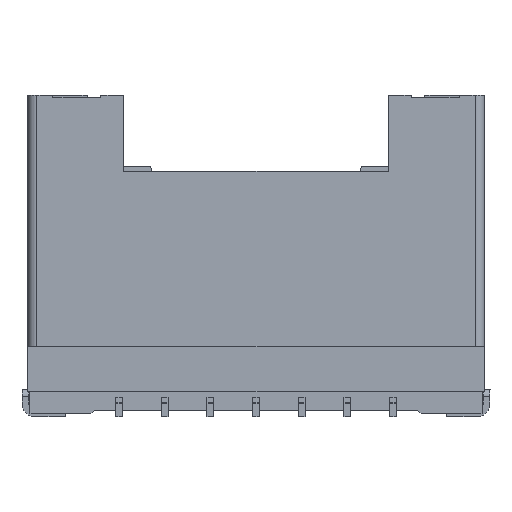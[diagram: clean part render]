
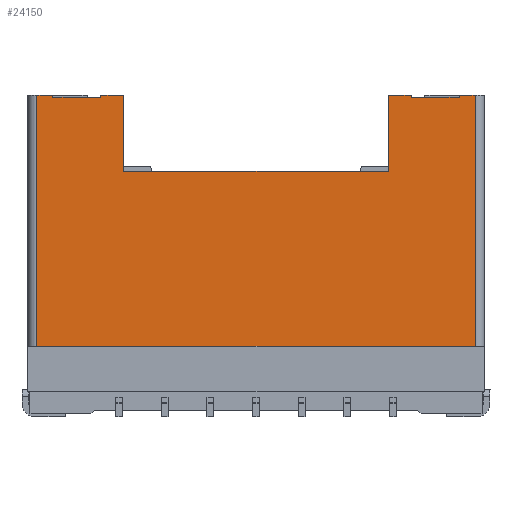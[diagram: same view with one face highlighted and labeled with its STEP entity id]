
A CAD part, left-side view. The second image highlights one B-rep face of the part: STEP entity #24150.
In plain terms, the highlighted planar face has unit normal (-1, 0, 0).
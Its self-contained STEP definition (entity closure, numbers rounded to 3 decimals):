
#22090=CARTESIAN_POINT('',(-36.603,4.485,
125.265));
#22100=VERTEX_POINT('',#22090);
#22130=CARTESIAN_POINT('',(-36.603,4.485,
130.765));
#22140=DIRECTION('',(0.,0.,-1.));
#22150=VECTOR('',#22140,1.);
#22160=LINE('',#22130,#22150);
#22170=CARTESIAN_POINT('',(-36.603,4.485,
130.765));
#22180=VERTEX_POINT('',#22170);
#22190=EDGE_CURVE('',#22180,#22100,#22160,.T.);
#22810=CARTESIAN_POINT('',(-36.603,14.085,
125.265));
#22820=VERTEX_POINT('',#22810);
#22850=CARTESIAN_POINT('',(-36.603,52.749,
125.265));
#22860=DIRECTION('',(0.,-1.,0.));
#22870=VECTOR('',#22860,1.);
#22880=LINE('',#22850,#22870);
#22890=EDGE_CURVE('',#22820,#22100,#22880,.T.);
#22960=CARTESIAN_POINT('',(-36.603,4.245,
125.127));
#22970=DIRECTION('',(-1.,0.,0.));
#22980=DIRECTION('',(0.,-1.,0.));
#22990=AXIS2_PLACEMENT_3D('',#22960,#22970,#22980);
#23000=PLANE('',#22990);
#23010=ORIENTED_EDGE('',*,*,#22890,.T.);
#23020=CARTESIAN_POINT('',(-36.603,14.085,
130.765));
#23030=DIRECTION('',(0.,0.,-1.));
#23040=VECTOR('',#23030,1.);
#23050=LINE('',#23020,#23040);
#23060=CARTESIAN_POINT('',(-36.603,14.085,
130.765));
#23070=VERTEX_POINT('',#23060);
#23080=EDGE_CURVE('',#23070,#22820,#23050,.T.);
#23090=ORIENTED_EDGE('',*,*,#23080,.T.);
#23100=CARTESIAN_POINT('',(-36.603,52.749,
130.765));
#23110=DIRECTION('',(0.,-1.,0.));
#23120=VECTOR('',#23110,1.);
#23130=LINE('',#23100,#23120);
#23140=CARTESIAN_POINT('',(-36.603,13.735,
130.765));
#23150=VERTEX_POINT('',#23140);
#23160=EDGE_CURVE('',#23070,#23150,#23130,.T.);
#23170=ORIENTED_EDGE('',*,*,#23160,.F.);
#23180=CARTESIAN_POINT('',(-36.603,13.735,
126.23));
#23190=DIRECTION('',(0.,0.,1.));
#23200=VECTOR('',#23190,1.);
#23210=LINE('',#23180,#23200);
#23220=CARTESIAN_POINT('',(-36.603,13.735,
130.715));
#23230=VERTEX_POINT('',#23220);
#23240=EDGE_CURVE('',#23230,#23150,#23210,.T.);
#23250=ORIENTED_EDGE('',*,*,#23240,.T.);
#23260=CARTESIAN_POINT('',(-36.603,52.749,
130.715));
#23270=DIRECTION('',(0.,-1.,0.));
#23280=VECTOR('',#23270,1.);
#23290=LINE('',#23260,#23280);
#23300=CARTESIAN_POINT('',(-36.603,12.685,
130.715));
#23310=VERTEX_POINT('',#23300);
#23320=EDGE_CURVE('',#23230,#23310,#23290,.T.);
#23330=ORIENTED_EDGE('',*,*,#23320,.F.);
#23340=CARTESIAN_POINT('',(-36.603,12.685,
126.23));
#23350=DIRECTION('',(0.,0.,1.));
#23360=VECTOR('',#23350,1.);
#23370=LINE('',#23340,#23360);
#23380=CARTESIAN_POINT('',(-36.603,12.685,
130.765));
#23390=VERTEX_POINT('',#23380);
#23400=EDGE_CURVE('',#23310,#23390,#23370,.T.);
#23410=ORIENTED_EDGE('',*,*,#23400,.F.);
#23420=CARTESIAN_POINT('',(-36.603,52.749,
130.765));
#23430=DIRECTION('',(0.,-1.,0.));
#23440=VECTOR('',#23430,1.);
#23450=LINE('',#23420,#23440);
#23460=CARTESIAN_POINT('',(-36.603,12.185,
130.765));
#23470=VERTEX_POINT('',#23460);
#23480=EDGE_CURVE('',#23390,#23470,#23450,.T.);
#23490=ORIENTED_EDGE('',*,*,#23480,.F.);
#23500=CARTESIAN_POINT('',(-36.603,12.185,
126.23));
#23510=DIRECTION('',(0.,0.,-1.));
#23520=VECTOR('',#23510,1.);
#23530=LINE('',#23500,#23520);
#23540=CARTESIAN_POINT('',(-36.603,12.185,
129.095));
#23550=VERTEX_POINT('',#23540);
#23560=EDGE_CURVE('',#23470,#23550,#23530,.T.);
#23570=ORIENTED_EDGE('',*,*,#23560,.F.);
#23580=CARTESIAN_POINT('',(-36.603,52.749,
129.095));
#23590=DIRECTION('',(0.,-1.,0.));
#23600=VECTOR('',#23590,1.);
#23610=LINE('',#23580,#23600);
#23620=CARTESIAN_POINT('',(-36.603,6.385,
129.095));
#23630=VERTEX_POINT('',#23620);
#23640=EDGE_CURVE('',#23550,#23630,#23610,.T.);
#23650=ORIENTED_EDGE('',*,*,#23640,.F.);
#23660=CARTESIAN_POINT('',(-36.603,6.385,
126.23));
#23670=DIRECTION('',(0.,0.,1.));
#23680=VECTOR('',#23670,1.);
#23690=LINE('',#23660,#23680);
#23700=CARTESIAN_POINT('',(-36.603,6.385,
130.765));
#23710=VERTEX_POINT('',#23700);
#23720=EDGE_CURVE('',#23630,#23710,#23690,.T.);
#23730=ORIENTED_EDGE('',*,*,#23720,.F.);
#23740=CARTESIAN_POINT('',(-36.603,52.749,
130.765));
#23750=DIRECTION('',(0.,1.,0.));
#23760=VECTOR('',#23750,1.);
#23770=LINE('',#23740,#23760);
#23780=CARTESIAN_POINT('',(-36.603,5.885,
130.765));
#23790=VERTEX_POINT('',#23780);
#23800=EDGE_CURVE('',#23790,#23710,#23770,.T.);
#23810=ORIENTED_EDGE('',*,*,#23800,.T.);
#23820=CARTESIAN_POINT('',(-36.603,5.885,
126.23));
#23830=DIRECTION('',(0.,0.,-1.));
#23840=VECTOR('',#23830,1.);
#23850=LINE('',#23820,#23840);
#23860=CARTESIAN_POINT('',(-36.603,5.885,
130.715));
#23870=VERTEX_POINT('',#23860);
#23880=EDGE_CURVE('',#23790,#23870,#23850,.T.);
#23890=ORIENTED_EDGE('',*,*,#23880,.F.);
#23900=CARTESIAN_POINT('',(-36.603,52.749,
130.715));
#23910=DIRECTION('',(0.,-1.,0.));
#23920=VECTOR('',#23910,1.);
#23930=LINE('',#23900,#23920);
#23940=CARTESIAN_POINT('',(-36.603,4.835,
130.715));
#23950=VERTEX_POINT('',#23940);
#23960=EDGE_CURVE('',#23870,#23950,#23930,.T.);
#23970=ORIENTED_EDGE('',*,*,#23960,.F.);
#23980=CARTESIAN_POINT('',(-36.603,4.835,
126.23));
#23990=DIRECTION('',(0.,0.,-1.));
#24000=VECTOR('',#23990,1.);
#24010=LINE('',#23980,#24000);
#24020=CARTESIAN_POINT('',(-36.603,4.835,
130.765));
#24030=VERTEX_POINT('',#24020);
#24040=EDGE_CURVE('',#24030,#23950,#24010,.T.);
#24050=ORIENTED_EDGE('',*,*,#24040,.T.);
#24060=CARTESIAN_POINT('',(-36.603,52.749,
130.765));
#24070=DIRECTION('',(0.,1.,0.));
#24080=VECTOR('',#24070,1.);
#24090=LINE('',#24060,#24080);
#24100=EDGE_CURVE('',#22180,#24030,#24090,.T.);
#24110=ORIENTED_EDGE('',*,*,#24100,.T.);
#24120=ORIENTED_EDGE('',*,*,#22190,.F.);
#24130=EDGE_LOOP('',(#24120,#24110,#24050,#23970,#23890,#23810,#23730,
#23650,#23570,#23490,#23410,#23330,#23250,#23170,#23090,#23010));
#24140=FACE_OUTER_BOUND('',#24130,.T.);
#24150=ADVANCED_FACE('',(#24140),#23000,.T.);
